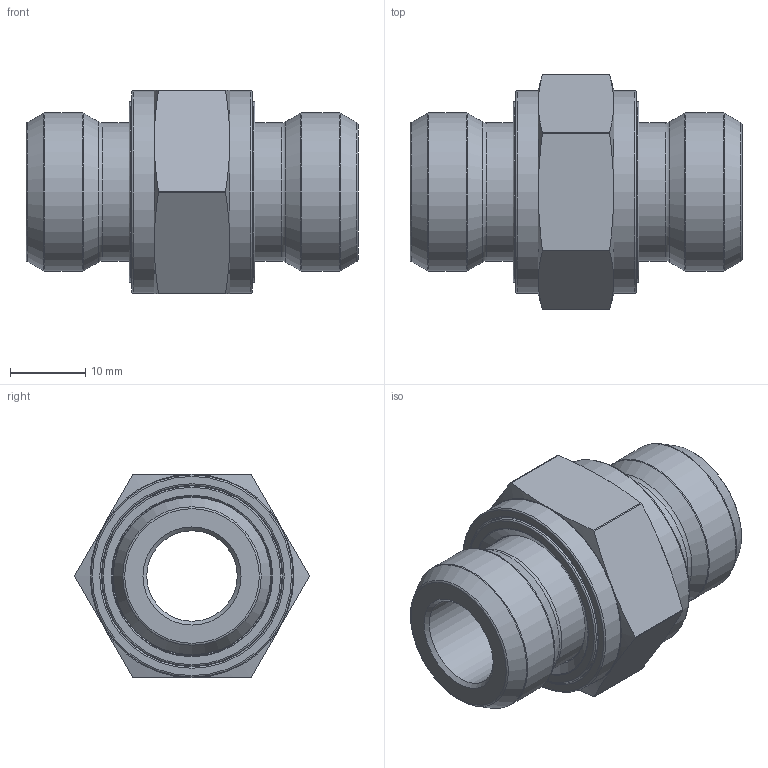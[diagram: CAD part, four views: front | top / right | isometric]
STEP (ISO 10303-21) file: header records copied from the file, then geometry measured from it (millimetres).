
FILE_DESCRIPTION(/* description */ (''),/* implementation_level */ '2;1');
FILE_NAME(/* name */ 'DU16.stp',/* time_stamp */ '2021-01-28T12:02:04+01:00',/* author */ (''),/* organization */ (''),/* preprocessor_version */ 'ST-DEVELOPER v16',/* originating_system */ 'SIEMENS PLM Software NX 10.0',/* authorisation */ '');
FILE_SCHEMA (('AP203_CONFIGURATION_CONTROLLED_3D_DESIGN_OF_MECHANICAL_PARTS_AND_ASSEMBLIES_MIM_LF { 1 0 10303 403 2 1 2}'));
Length unit declared in the file: millimetre
Products named in the file (1): nwer25089A16mson
Bounding box: 44 x 31.14 x 27 mm (x, y, z)
Volume: 13291.1 mm3; surface area: 7186.1 mm2
Topology: 3 solids, 3 shells, 79 faces, 170 edges, 103 vertices
Faces by surface type: torus 22, cone 20, cylinder 19, plane 18
Full cylindrical faces by diameter (mm): 12 x1, 18.3 x2, 18.5 x2, 20.955 x2, 23.9 x2, 24.045 x2, 26.8 x2
Entity records: 2034 total; most frequent: CARTESIAN_POINT 500, DIRECTION 304, ORIENTED_EDGE 228, AXIS2_PLACEMENT_3D 146, EDGE_LOOP 134, EDGE_CURVE 114, FACE_BOUND 110, VERTEX_POINT 90
